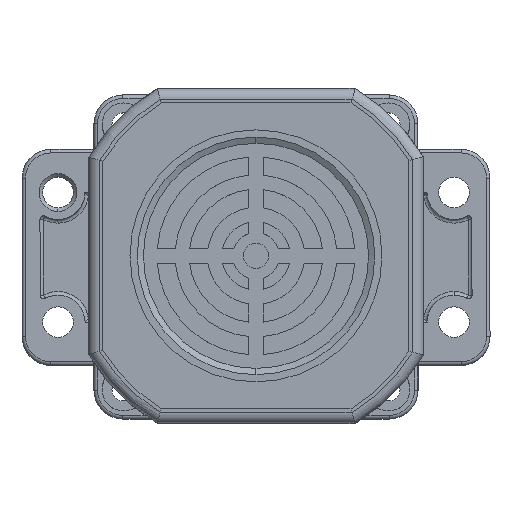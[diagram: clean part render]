
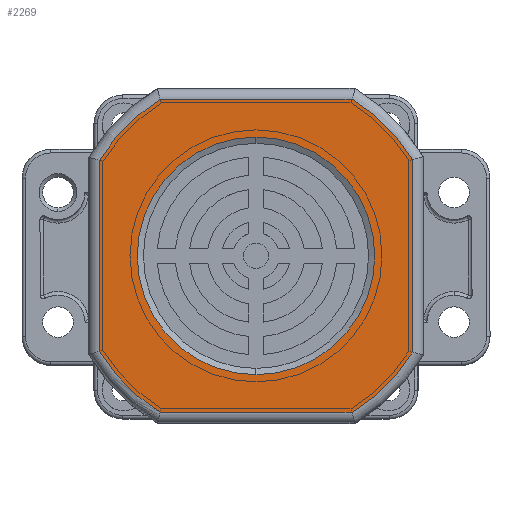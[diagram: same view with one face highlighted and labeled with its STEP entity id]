
A CAD part, top view. The second image highlights one B-rep face of the part: STEP entity #2269.
In plain terms, the highlighted face is planar.
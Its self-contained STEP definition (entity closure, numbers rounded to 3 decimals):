
#122 = CIRCLE ( 'NONE', #22777, 33. ) ;
#417 = VERTEX_POINT ( 'NONE', #2440 ) ;
#473 = CIRCLE ( 'NONE', #3822, 51. ) ;
#501 = CARTESIAN_POINT ( 'NONE',  ( 0.05, 0., 43.5 ) ) ;
#550 = CARTESIAN_POINT ( 'NONE',  ( -43.5, 0., 26.54 ) ) ;
#663 = DIRECTION ( 'NONE',  ( 0., -1., 0. ) ) ;
#1665 = EDGE_CURVE ( 'NONE', #5237, #21609, #3037, .T. ) ;
#1694 = DIRECTION ( 'NONE',  ( 0., 0., 1. ) ) ;
#1738 = FACE_BOUND ( 'NONE', #18640, .T. ) ;
#1929 = ORIENTED_EDGE ( 'NONE', *, *, #24614, .T. ) ;
#1935 = CARTESIAN_POINT ( 'NONE',  ( -43.5, 0., -26.54 ) ) ;
#2042 = AXIS2_PLACEMENT_3D ( 'NONE', #22424, #10018, #24455 ) ;
#2269 = ADVANCED_FACE ( 'NONE', ( #12092, #1738 ), #26374, .F. ) ;
#2440 = CARTESIAN_POINT ( 'NONE',  ( 43.5, 0., 26.705 ) ) ;
#2529 = CIRCLE ( 'NONE', #5567, 51. ) ;
#2799 = CIRCLE ( 'NONE', #15446, 33. ) ;
#3037 = LINE ( 'NONE', #501, #13446 ) ;
#3233 = EDGE_LOOP ( 'NONE', ( #6112, #11405, #6203, #24096, #1929, #8410, #13586, #15208 ) ) ;
#3597 = VECTOR ( 'NONE', #23558, 1000. ) ;
#3814 = EDGE_CURVE ( 'NONE', #21652, #15222, #122, .T. ) ;
#3822 = AXIS2_PLACEMENT_3D ( 'NONE', #21933, #9501, #23963 ) ;
#3865 = EDGE_CURVE ( 'NONE', #20017, #15498, #8997, .T. ) ;
#4235 = CARTESIAN_POINT ( 'NONE',  ( 43.5, 0., 0. ) ) ;
#4622 = DIRECTION ( 'NONE',  ( 0., -1., 0. ) ) ;
#4883 = CARTESIAN_POINT ( 'NONE',  ( 0., 0., 0. ) ) ;
#5044 = VERTEX_POINT ( 'NONE', #10004 ) ;
#5156 = ORIENTED_EDGE ( 'NONE', *, *, #10340, .F. ) ;
#5237 = VERTEX_POINT ( 'NONE', #10544 ) ;
#5567 = AXIS2_PLACEMENT_3D ( 'NONE', #13029, #663, #15137 ) ;
#5846 = VECTOR ( 'NONE', #8403, 1000. ) ;
#6112 = ORIENTED_EDGE ( 'NONE', *, *, #3865, .T. ) ;
#6203 = ORIENTED_EDGE ( 'NONE', *, *, #22753, .T. ) ;
#6262 = DIRECTION ( 'NONE',  ( 0., 0., 1. ) ) ;
#6584 = CIRCLE ( 'NONE', #2042, 51. ) ;
#6884 = DIRECTION ( 'NONE',  ( 0., 0., -1. ) ) ;
#7291 = AXIS2_PLACEMENT_3D ( 'NONE', #26105, #14132, #1694 ) ;
#7503 = CARTESIAN_POINT ( 'NONE',  ( 43.5, 0., -26.705 ) ) ;
#8239 = CARTESIAN_POINT ( 'NONE',  ( 26.673, 0., -43.5 ) ) ;
#8326 = VERTEX_POINT ( 'NONE', #7503 ) ;
#8403 = DIRECTION ( 'NONE',  ( 1., 0., 0. ) ) ;
#8410 = ORIENTED_EDGE ( 'NONE', *, *, #13439, .T. ) ;
#8997 = LINE ( 'NONE', #9054, #3597 ) ;
#9054 = CARTESIAN_POINT ( 'NONE',  ( -43.5, 0., 0. ) ) ;
#9274 = LINE ( 'NONE', #4235, #20337 ) ;
#9501 = DIRECTION ( 'NONE',  ( 0., -1., 0. ) ) ;
#10004 = CARTESIAN_POINT ( 'NONE',  ( -26.572, 0., -43.5 ) ) ;
#10018 = DIRECTION ( 'NONE',  ( 0., -1., 0. ) ) ;
#10062 = DIRECTION ( 'NONE',  ( 0., -1., 0. ) ) ;
#10340 = EDGE_CURVE ( 'NONE', #15222, #21652, #2799, .T. ) ;
#10544 = CARTESIAN_POINT ( 'NONE',  ( 26.673, 0., 43.5 ) ) ;
#10555 = EDGE_CURVE ( 'NONE', #15498, #5044, #14833, .T. ) ;
#10698 = DIRECTION ( 'NONE',  ( -1., 0., 0. ) ) ;
#11370 = LINE ( 'NONE', #20867, #5846 ) ;
#11405 = ORIENTED_EDGE ( 'NONE', *, *, #10555, .T. ) ;
#11746 = VERTEX_POINT ( 'NONE', #8239 ) ;
#12092 = FACE_OUTER_BOUND ( 'NONE', #3233, .T. ) ;
#13029 = CARTESIAN_POINT ( 'NONE',  ( 0.05, 0., 0. ) ) ;
#13439 = EDGE_CURVE ( 'NONE', #417, #5237, #6584, .T. ) ;
#13446 = VECTOR ( 'NONE', #10698, 1000. ) ;
#13586 = ORIENTED_EDGE ( 'NONE', *, *, #1665, .T. ) ;
#14132 = DIRECTION ( 'NONE',  ( 0., 1., 0. ) ) ;
#14264 = AXIS2_PLACEMENT_3D ( 'NONE', #22464, #10062, #24501 ) ;
#14833 = CIRCLE ( 'NONE', #14264, 51. ) ;
#15137 = DIRECTION ( 'NONE',  ( 0., 0., 1. ) ) ;
#15208 = ORIENTED_EDGE ( 'NONE', *, *, #15990, .T. ) ;
#15222 = VERTEX_POINT ( 'NONE', #19414 ) ;
#15446 = AXIS2_PLACEMENT_3D ( 'NONE', #17024, #4622, #19074 ) ;
#15498 = VERTEX_POINT ( 'NONE', #1935 ) ;
#15904 = ORIENTED_EDGE ( 'NONE', *, *, #3814, .F. ) ;
#15990 = EDGE_CURVE ( 'NONE', #21609, #20017, #473, .T. ) ;
#17024 = CARTESIAN_POINT ( 'NONE',  ( 0., 0., 0. ) ) ;
#17758 = CARTESIAN_POINT ( 'NONE',  ( 0., 0., 33. ) ) ;
#18640 = EDGE_LOOP ( 'NONE', ( #5156, #15904 ) ) ;
#19074 = DIRECTION ( 'NONE',  ( 0., 0., -1. ) ) ;
#19335 = DIRECTION ( 'NONE',  ( 0., -1., 0. ) ) ;
#19414 = CARTESIAN_POINT ( 'NONE',  ( 0., 0., -33. ) ) ;
#20017 = VERTEX_POINT ( 'NONE', #550 ) ;
#20337 = VECTOR ( 'NONE', #6262, 1000. ) ;
#20867 = CARTESIAN_POINT ( 'NONE',  ( 0.05, 0., -43.5 ) ) ;
#21609 = VERTEX_POINT ( 'NONE', #25915 ) ;
#21652 = VERTEX_POINT ( 'NONE', #17758 ) ;
#21933 = CARTESIAN_POINT ( 'NONE',  ( 0.05, 0., 0. ) ) ;
#22424 = CARTESIAN_POINT ( 'NONE',  ( 0.05, 0., 0. ) ) ;
#22464 = CARTESIAN_POINT ( 'NONE',  ( 0.05, 0., 0. ) ) ;
#22753 = EDGE_CURVE ( 'NONE', #5044, #11746, #11370, .T. ) ;
#22777 = AXIS2_PLACEMENT_3D ( 'NONE', #4883, #19335, #6884 ) ;
#23558 = DIRECTION ( 'NONE',  ( 0., 0., -1. ) ) ;
#23963 = DIRECTION ( 'NONE',  ( 0., 0., 1. ) ) ;
#24096 = ORIENTED_EDGE ( 'NONE', *, *, #25356, .T. ) ;
#24455 = DIRECTION ( 'NONE',  ( 0., 0., 1. ) ) ;
#24501 = DIRECTION ( 'NONE',  ( 0., 0., 1. ) ) ;
#24614 = EDGE_CURVE ( 'NONE', #8326, #417, #9274, .T. ) ;
#25356 = EDGE_CURVE ( 'NONE', #11746, #8326, #2529, .T. ) ;
#25915 = CARTESIAN_POINT ( 'NONE',  ( -26.572, 0., 43.5 ) ) ;
#26105 = CARTESIAN_POINT ( 'NONE',  ( 0.05, 0., 0. ) ) ;
#26374 = PLANE ( 'NONE',  #7291 ) ;
